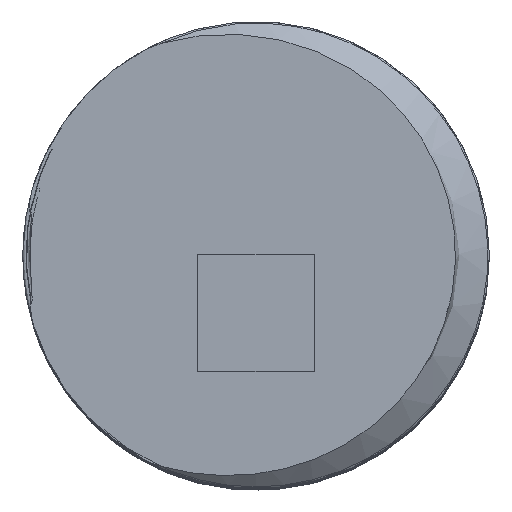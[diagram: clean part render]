
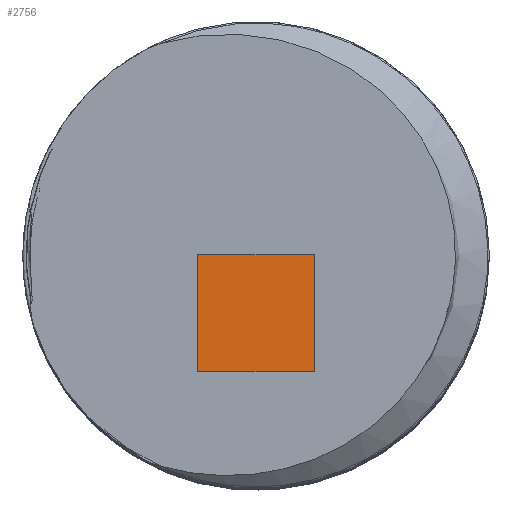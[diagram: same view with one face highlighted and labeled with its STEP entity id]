
A CAD part, top view. The second image highlights one B-rep face of the part: STEP entity #2756.
In plain terms, the highlighted planar face has unit normal (0, 0, 1).
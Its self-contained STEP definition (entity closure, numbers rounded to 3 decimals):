
#354 = AXIS2_PLACEMENT_3D ( 'NONE', #10322, #4231, #5316 ) ;
#523 = CARTESIAN_POINT ( 'NONE',  ( -2.5, 0., 2.5 ) ) ;
#653 = EDGE_CURVE ( 'NONE', #7426, #7155, #12273, .T. ) ;
#1079 = EDGE_CURVE ( 'NONE', #12755, #5085, #10387, .T. ) ;
#2160 = CARTESIAN_POINT ( 'NONE',  ( -2.5, -5., 2.5 ) ) ;
#2756 = ADVANCED_FACE ( 'NONE', ( #2923 ), #9330, .T. ) ;
#2923 = FACE_OUTER_BOUND ( 'NONE', #11371, .T. ) ;
#3900 = VECTOR ( 'NONE', #13239, 1000. ) ;
#4231 = DIRECTION ( 'NONE',  ( 0., 0., 1. ) ) ;
#4704 = VECTOR ( 'NONE', #8885, 1000. ) ;
#4921 = DIRECTION ( 'NONE',  ( 1., 0., 0. ) ) ;
#5085 = VERTEX_POINT ( 'NONE', #10305 ) ;
#5316 = DIRECTION ( 'NONE',  ( 1., 0., 0. ) ) ;
#5361 = CARTESIAN_POINT ( 'NONE',  ( -2.5, 0., 2.5 ) ) ;
#5617 = DIRECTION ( 'NONE',  ( 1., 0., 0. ) ) ;
#6518 = EDGE_CURVE ( 'NONE', #5085, #7155, #11635, .T. ) ;
#7155 = VERTEX_POINT ( 'NONE', #11534 ) ;
#7283 = CARTESIAN_POINT ( 'NONE',  ( 2.5, -5., 2.5 ) ) ;
#7426 = VERTEX_POINT ( 'NONE', #523 ) ;
#7615 = VECTOR ( 'NONE', #5617, 1000. ) ;
#7626 = EDGE_CURVE ( 'NONE', #12755, #7426, #10050, .T. ) ;
#8088 = VECTOR ( 'NONE', #4921, 1000. ) ;
#8800 = CARTESIAN_POINT ( 'NONE',  ( -2.5, -5., 2.5 ) ) ;
#8885 = DIRECTION ( 'NONE',  ( 0., 1., 0. ) ) ;
#9330 = PLANE ( 'NONE',  #354 ) ;
#10050 = LINE ( 'NONE', #8800, #4704 ) ;
#10305 = CARTESIAN_POINT ( 'NONE',  ( 2.5, -5., 2.5 ) ) ;
#10322 = CARTESIAN_POINT ( 'NONE',  ( -2.5, -5., 2.5 ) ) ;
#10387 = LINE ( 'NONE', #10941, #8088 ) ;
#10692 = ORIENTED_EDGE ( 'NONE', *, *, #653, .F. ) ;
#10941 = CARTESIAN_POINT ( 'NONE',  ( -2.5, -5., 2.5 ) ) ;
#10996 = ORIENTED_EDGE ( 'NONE', *, *, #7626, .F. ) ;
#11151 = ORIENTED_EDGE ( 'NONE', *, *, #1079, .T. ) ;
#11371 = EDGE_LOOP ( 'NONE', ( #10692, #10996, #11151, #11466 ) ) ;
#11466 = ORIENTED_EDGE ( 'NONE', *, *, #6518, .T. ) ;
#11534 = CARTESIAN_POINT ( 'NONE',  ( 2.5, 0., 2.5 ) ) ;
#11635 = LINE ( 'NONE', #7283, #3900 ) ;
#12273 = LINE ( 'NONE', #5361, #7615 ) ;
#12755 = VERTEX_POINT ( 'NONE', #2160 ) ;
#13239 = DIRECTION ( 'NONE',  ( 0., 1., 0. ) ) ;
